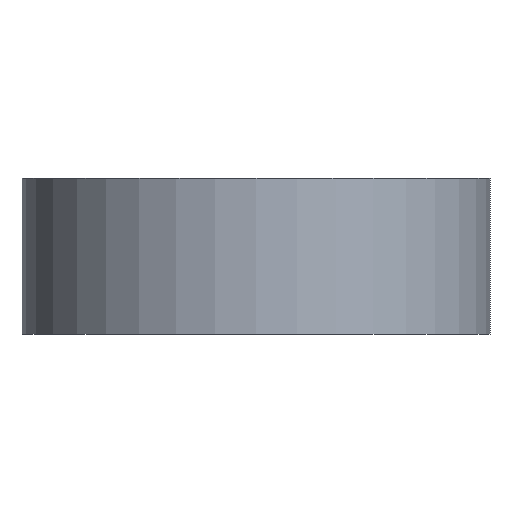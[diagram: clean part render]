
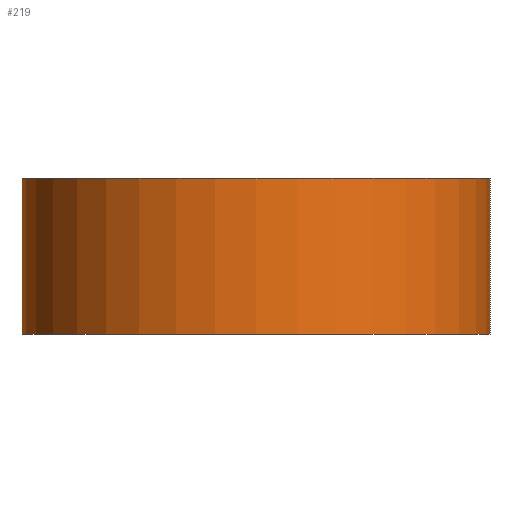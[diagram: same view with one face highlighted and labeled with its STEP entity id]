
A CAD part, front view. The second image highlights one B-rep face of the part: STEP entity #219.
In plain terms, the highlighted cylindrical face has radius 15 mm (diameter 30 mm), a partial arc.
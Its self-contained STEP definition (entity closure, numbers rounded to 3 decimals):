
#12 = VERTEX_POINT ( 'NONE', #24 ) ;
#16 = CIRCLE ( 'NONE', #375, 15. ) ;
#17 = VERTEX_POINT ( 'NONE', #51 ) ;
#24 = CARTESIAN_POINT ( 'NONE',  ( -15., -25., 0. ) ) ;
#29 = EDGE_CURVE ( 'NONE', #181, #12, #322, .T. ) ;
#49 = LINE ( 'NONE', #172, #275 ) ;
#51 = CARTESIAN_POINT ( 'NONE',  ( 15., -25., 0. ) ) ;
#63 = EDGE_CURVE ( 'NONE', #12, #17, #16, .T. ) ;
#66 = CARTESIAN_POINT ( 'NONE',  ( 15., -25., 10. ) ) ;
#110 = ORIENTED_EDGE ( 'NONE', *, *, #144, .F. ) ;
#125 = FACE_OUTER_BOUND ( 'NONE', #230, .T. ) ;
#131 = ORIENTED_EDGE ( 'NONE', *, *, #223, .F. ) ;
#144 = EDGE_CURVE ( 'NONE', #212, #17, #49, .T. ) ;
#145 = DIRECTION ( 'NONE',  ( 1., 0., 0. ) ) ;
#151 = DIRECTION ( 'NONE',  ( 1., 0., 0. ) ) ;
#158 = CARTESIAN_POINT ( 'NONE',  ( 0., -25., 10. ) ) ;
#172 = CARTESIAN_POINT ( 'NONE',  ( 15., -25., 10. ) ) ;
#181 = VERTEX_POINT ( 'NONE', #328 ) ;
#191 = CYLINDRICAL_SURFACE ( 'NONE', #266, 15. ) ;
#194 = ORIENTED_EDGE ( 'NONE', *, *, #29, .T. ) ;
#212 = VERTEX_POINT ( 'NONE', #66 ) ;
#219 = ADVANCED_FACE ( 'NONE', ( #125 ), #191, .T. ) ;
#223 = EDGE_CURVE ( 'NONE', #181, #212, #293, .T. ) ;
#230 = EDGE_LOOP ( 'NONE', ( #257, #110, #131, #194 ) ) ;
#237 = CARTESIAN_POINT ( 'NONE',  ( 0., -25., 0. ) ) ;
#243 = DIRECTION ( 'NONE',  ( 0., 0., 1. ) ) ;
#249 = CARTESIAN_POINT ( 'NONE',  ( 0., -25., 10. ) ) ;
#257 = ORIENTED_EDGE ( 'NONE', *, *, #63, .T. ) ;
#266 = AXIS2_PLACEMENT_3D ( 'NONE', #158, #366, #308 ) ;
#275 = VECTOR ( 'NONE', #291, 1000. ) ;
#291 = DIRECTION ( 'NONE',  ( 0., 0., -1. ) ) ;
#293 = CIRCLE ( 'NONE', #360, 15. ) ;
#300 = VECTOR ( 'NONE', #352, 1000. ) ;
#308 = DIRECTION ( 'NONE',  ( -1., 0., 0. ) ) ;
#321 = CARTESIAN_POINT ( 'NONE',  ( -15., -25., 10. ) ) ;
#322 = LINE ( 'NONE', #321, #300 ) ;
#328 = CARTESIAN_POINT ( 'NONE',  ( -15., -25., 10. ) ) ;
#349 = DIRECTION ( 'NONE',  ( 0., 0., 1. ) ) ;
#352 = DIRECTION ( 'NONE',  ( 0., 0., -1. ) ) ;
#360 = AXIS2_PLACEMENT_3D ( 'NONE', #249, #243, #151 ) ;
#366 = DIRECTION ( 'NONE',  ( 0., 0., -1. ) ) ;
#375 = AXIS2_PLACEMENT_3D ( 'NONE', #237, #349, #145 ) ;
